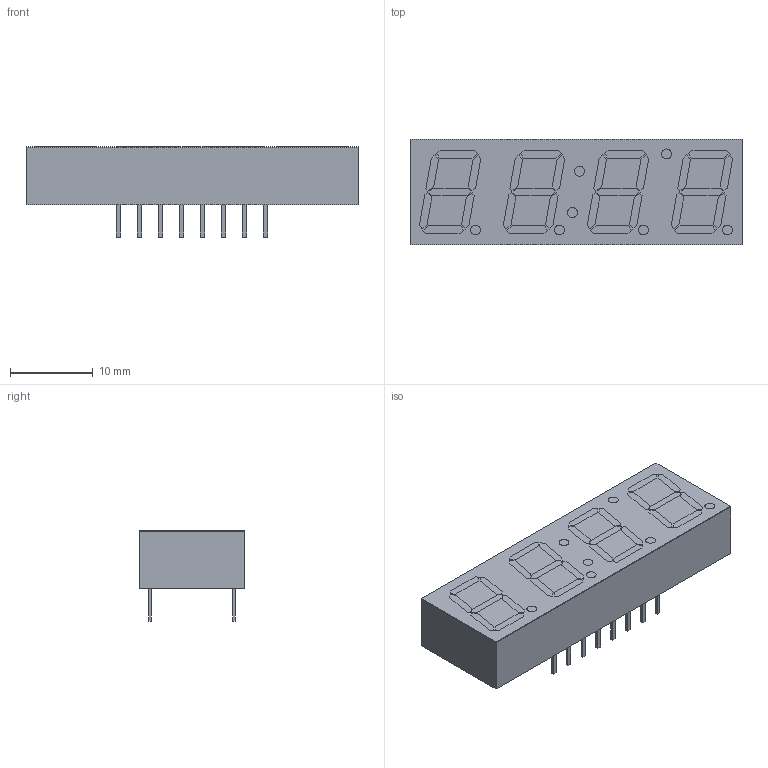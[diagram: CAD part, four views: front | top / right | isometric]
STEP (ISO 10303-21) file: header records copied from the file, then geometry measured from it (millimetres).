
FILE_DESCRIPTION(('FreeCAD Model'),'2;1');
FILE_NAME('__digit_7_segment_0_39__digit_height_v070_cp.step','2020-05-06T19:53:33',('kicad StepUp'),('ksu MCAD'), 'Open CASCADE STEP processor 7.3','FreeCAD','Unknown');
FILE_SCHEMA(('AUTOMOTIVE_DESIGN { 1 0 10303 214 1 1 1 1 }'));
Length unit declared in the file: millimetre
Products named in the file (1): __digit_7_segment_0_39__digit_height_v070_cp
Bounding box: 40.18 x 12.8 x 10.9 mm (x, y, z)
Volume: 3609.5 mm3; surface area: 2965.7 mm2
Topology: 53 solids, 53 shells, 528 faces, 1266 edges, 844 vertices
Faces by surface type: plane 514, cylinder 14
Full cylindrical faces by diameter (mm): 1.2 x14
Entity records: 18765 total; most frequent: CARTESIAN_POINT 2639, ORIENTED_EDGE 2532, DIRECTION 2352, EDGE_CURVE 1266, LINE 1238, VECTOR 1238, VERTEX_POINT 844, FACE_BOUND 598
